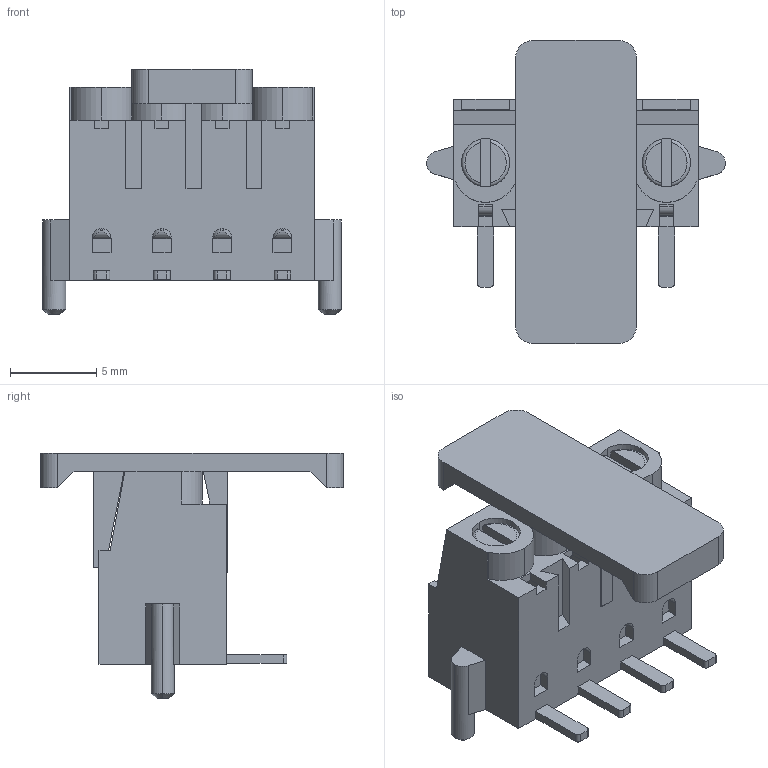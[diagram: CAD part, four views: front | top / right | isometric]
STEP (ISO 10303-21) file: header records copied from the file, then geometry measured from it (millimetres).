
FILE_DESCRIPTION(('STEP AP242'),'1');
FILE_NAME('691508110304.stp','2022-07-14T23:30:12',('TraceParts'),('TraceParts S.A.'),'Spatial InterOp 3D',' ',' ');
FILE_SCHEMA(('AP242_MANAGED_MODEL_BASED_3D_ENGINEERING_MIM_LF {1 0 10303 442 1 1 4}'));
Length unit declared in the file: millimetre
Products named in the file (1): 691508110304_1
Bounding box: 17.35 x 17.6 x 14.25 mm (x, y, z)
Volume: 888.2 mm3; surface area: 2700.8 mm2
Topology: 14 solids, 14 shells, 566 faces, 1540 edges, 1008 vertices
Faces by surface type: plane 394, cylinder 144, torus 16, cone 12
Entity records: 18024 total; most frequent: CARTESIAN_POINT 3176, ORIENTED_EDGE 3080, DIRECTION 3020, EDGE_CURVE 1540, LINE 1188, VECTOR 1188, VERTEX_POINT 1008, AXIS2_PLACEMENT_3D 916
